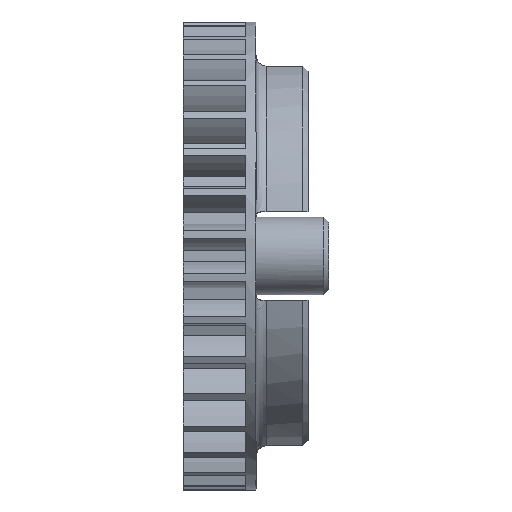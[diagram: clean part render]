
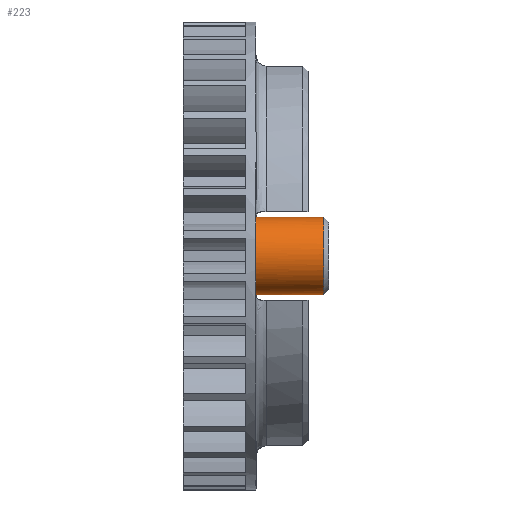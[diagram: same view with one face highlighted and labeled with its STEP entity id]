
A CAD part, front view. The second image highlights one B-rep face of the part: STEP entity #223.
In plain terms, the highlighted free-form (B-spline) face has degree [2, 1] with [5, 2] control points.
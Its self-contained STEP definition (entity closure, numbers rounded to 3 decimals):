
#34 = VERTEX_POINT('',#35);
#35 = CARTESIAN_POINT('',(25.936,0.,-7.137));
#41 = VERTEX_POINT('',#42);
#42 = CARTESIAN_POINT('',(25.936,0.,
    7.137));
#70 = VERTEX_POINT('',#71);
#71 = CARTESIAN_POINT('',(8.639,0.,-7.198));
#90 = VERTEX_POINT('',#91);
#91 = CARTESIAN_POINT('',(8.639,0.,
    7.198));
#97 = EDGE_CURVE('',#90,#70,#98,.T.);
#98 = ( BOUNDED_CURVE() B_SPLINE_CURVE(2,(#99,#100,#101,#102,#103),
.UNSPECIFIED.,.F.,.F.) B_SPLINE_CURVE_WITH_KNOTS((3,2,3),(3.142,
4.712,6.283),.PIECEWISE_BEZIER_KNOTS.) CURVE() 
GEOMETRIC_REPRESENTATION_ITEM() RATIONAL_B_SPLINE_CURVE((1.,
0.707,1.,0.707,1.)) REPRESENTATION_ITEM('') );
#99 = CARTESIAN_POINT('',(8.639,0.,
    7.198));
#100 = CARTESIAN_POINT('',(8.639,-7.198,7.198
    ));
#101 = CARTESIAN_POINT('',(8.639,-7.198,
    0.));
#102 = CARTESIAN_POINT('',(8.639,-7.198,
    -7.198));
#103 = CARTESIAN_POINT('',(8.639,0.,
    -7.198));
#223 = ADVANCED_FACE('',(#224),#245,.T.);
#224 = FACE_BOUND('',#225,.T.);
#225 = EDGE_LOOP('',(#226,#234,#239,#240));
#226 = ORIENTED_EDGE('',*,*,#227,.T.);
#227 = EDGE_CURVE('',#34,#41,#228,.T.);
#228 = ( BOUNDED_CURVE() B_SPLINE_CURVE(2,(#229,#230,#231,#232,#233),
.UNSPECIFIED.,.F.,.F.) B_SPLINE_CURVE_WITH_KNOTS((3,2,3),(3.142,
4.712,6.283),.PIECEWISE_BEZIER_KNOTS.) CURVE() 
GEOMETRIC_REPRESENTATION_ITEM() RATIONAL_B_SPLINE_CURVE((1.,
0.707,1.,0.707,1.)) REPRESENTATION_ITEM('') );
#229 = CARTESIAN_POINT('',(25.936,0.,
    -7.137));
#230 = CARTESIAN_POINT('',(25.936,-7.137,
    -7.137));
#231 = CARTESIAN_POINT('',(25.936,-7.137,
    0.));
#232 = CARTESIAN_POINT('',(25.936,-7.137,
    7.137));
#233 = CARTESIAN_POINT('',(25.936,0.,
    7.137));
#234 = ORIENTED_EDGE('',*,*,#235,.T.);
#235 = EDGE_CURVE('',#41,#90,#236,.T.);
#236 = B_SPLINE_CURVE_WITH_KNOTS('',1,(#237,#238),.UNSPECIFIED.,.F.,.F.,
  (2,2),(-20.,-1.993),.PIECEWISE_BEZIER_KNOTS.);
#237 = CARTESIAN_POINT('',(25.936,0.,
    7.137));
#238 = CARTESIAN_POINT('',(8.639,0.,
    7.198));
#239 = ORIENTED_EDGE('',*,*,#97,.T.);
#240 = ORIENTED_EDGE('',*,*,#241,.F.);
#241 = EDGE_CURVE('',#34,#70,#242,.T.);
#242 = B_SPLINE_CURVE_WITH_KNOTS('',1,(#243,#244),.UNSPECIFIED.,.F.,.F.,
  (2,2),(-20.,-1.993),.PIECEWISE_BEZIER_KNOTS.);
#243 = CARTESIAN_POINT('',(25.936,0.,-7.137));
#244 = CARTESIAN_POINT('',(8.639,0.,-7.198));
#245 = ( BOUNDED_SURFACE() B_SPLINE_SURFACE(2,1,(
    (#246,#247)
    ,(#248,#249)
    ,(#250,#251)
    ,(#252,#253)
,(#254,#255
    )),.UNSPECIFIED.,.F.,.F.,.F.) B_SPLINE_SURFACE_WITH_KNOTS((3,2,3),(2
    ,2),(0.,1.571,3.142),(-20.,
    -1.993),.PIECEWISE_BEZIER_KNOTS.) 
GEOMETRIC_REPRESENTATION_ITEM() RATIONAL_B_SPLINE_SURFACE((
    (1.,1.)
    ,(0.707,0.707)
    ,(1.,1.)
    ,(0.707,0.707)
,(1.,1.))) REPRESENTATION_ITEM('') SURFACE() );
#246 = CARTESIAN_POINT('',(25.936,0.,-7.137));
#247 = CARTESIAN_POINT('',(8.639,0.,-7.198));
#248 = CARTESIAN_POINT('',(25.936,-7.137,
    -7.137));
#249 = CARTESIAN_POINT('',(8.639,-7.198,
    -7.198));
#250 = CARTESIAN_POINT('',(25.936,-7.137,
    0.));
#251 = CARTESIAN_POINT('',(8.639,-7.198,
    0.));
#252 = CARTESIAN_POINT('',(25.936,-7.137,
    7.137));
#253 = CARTESIAN_POINT('',(8.639,-7.198,7.198
    ));
#254 = CARTESIAN_POINT('',(25.936,0.,
    7.137));
#255 = CARTESIAN_POINT('',(8.639,0.,
    7.198));
